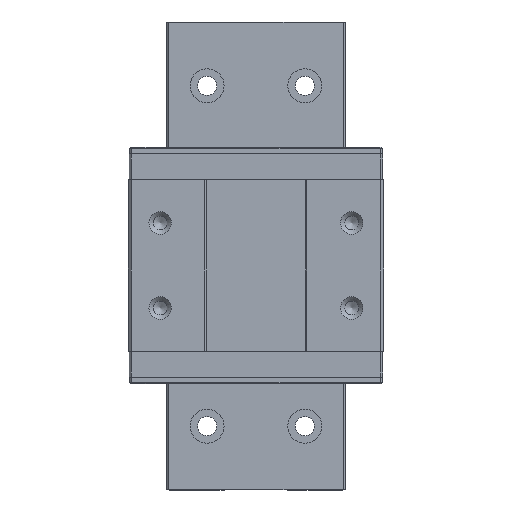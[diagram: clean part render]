
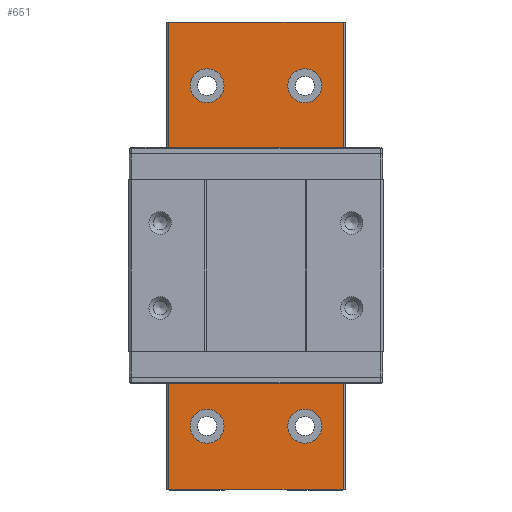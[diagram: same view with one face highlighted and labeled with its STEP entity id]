
A CAD part, top view. The second image highlights one B-rep face of the part: STEP entity #651.
In plain terms, the highlighted planar face has unit normal (0, 0, 1).
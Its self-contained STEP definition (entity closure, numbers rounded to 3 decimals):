
#310=FACE_BOUND('',#1359,.T.);
#311=FACE_BOUND('',#1360,.T.);
#312=FACE_BOUND('',#1361,.T.);
#313=FACE_BOUND('',#1362,.T.);
#314=FACE_BOUND('',#1363,.T.);
#315=FACE_BOUND('',#1364,.T.);
#316=FACE_BOUND('',#1365,.T.);
#509=CIRCLE('',#5220,4.);
#510=CIRCLE('',#5221,4.);
#511=CIRCLE('',#5222,4.);
#512=CIRCLE('',#5223,4.);
#513=CIRCLE('',#5224,4.);
#514=CIRCLE('',#5225,4.);
#651=ADVANCED_FACE('',(#310,#311,#312,#313,#314,#315,#316),#951,.F.);
#951=PLANE('',#5226);
#1359=EDGE_LOOP('',(#1804));
#1360=EDGE_LOOP('',(#1805));
#1361=EDGE_LOOP('',(#1806));
#1362=EDGE_LOOP('',(#1807));
#1363=EDGE_LOOP('',(#1808));
#1364=EDGE_LOOP('',(#1809));
#1365=EDGE_LOOP('',(#1810,#1811,#1812,#1813));
#1804=ORIENTED_EDGE('',*,*,#3606,.F.);
#1805=ORIENTED_EDGE('',*,*,#3607,.F.);
#1806=ORIENTED_EDGE('',*,*,#3608,.F.);
#1807=ORIENTED_EDGE('',*,*,#3609,.F.);
#1808=ORIENTED_EDGE('',*,*,#3610,.F.);
#1809=ORIENTED_EDGE('',*,*,#3611,.F.);
#1810=ORIENTED_EDGE('',*,*,#3612,.T.);
#1811=ORIENTED_EDGE('',*,*,#3613,.F.);
#1812=ORIENTED_EDGE('',*,*,#3614,.F.);
#1813=ORIENTED_EDGE('',*,*,#3604,.T.);
#3122=VERTEX_POINT('',#7263);
#3123=VERTEX_POINT('',#7265);
#3124=VERTEX_POINT('',#7269);
#3125=VERTEX_POINT('',#7271);
#3126=VERTEX_POINT('',#7273);
#3127=VERTEX_POINT('',#7275);
#3128=VERTEX_POINT('',#7277);
#3129=VERTEX_POINT('',#7279);
#3130=VERTEX_POINT('',#7281);
#3131=VERTEX_POINT('',#7283);
#3604=EDGE_CURVE('',#3123,#3122,#4260,.T.);
#3606=EDGE_CURVE('',#3124,#3124,#509,.T.);
#3607=EDGE_CURVE('',#3125,#3125,#510,.T.);
#3608=EDGE_CURVE('',#3126,#3126,#511,.T.);
#3609=EDGE_CURVE('',#3127,#3127,#512,.T.);
#3610=EDGE_CURVE('',#3128,#3128,#513,.T.);
#3611=EDGE_CURVE('',#3129,#3129,#514,.T.);
#3612=EDGE_CURVE('',#3122,#3130,#4262,.T.);
#3613=EDGE_CURVE('',#3131,#3130,#4263,.T.);
#3614=EDGE_CURVE('',#3123,#3131,#4264,.T.);
#4260=LINE('',#7264,#4738);
#4262=LINE('',#7280,#4740);
#4263=LINE('',#7282,#4741);
#4264=LINE('',#7284,#4742);
#4738=VECTOR('',#5780,1.);
#4740=VECTOR('',#5796,1.);
#4741=VECTOR('',#5797,1.);
#4742=VECTOR('',#5798,1.);
#5220=AXIS2_PLACEMENT_3D('',#7268,#5784,#5785);
#5221=AXIS2_PLACEMENT_3D('',#7270,#5786,#5787);
#5222=AXIS2_PLACEMENT_3D('',#7272,#5788,#5789);
#5223=AXIS2_PLACEMENT_3D('',#7274,#5790,#5791);
#5224=AXIS2_PLACEMENT_3D('',#7276,#5792,#5793);
#5225=AXIS2_PLACEMENT_3D('',#7278,#5794,#5795);
#5226=AXIS2_PLACEMENT_3D('',#7285,#5799,#5800);
#5780=DIRECTION('',(0.,-1.,0.));
#5784=DIRECTION('',(0.,0.,1.));
#5785=DIRECTION('',(0.,1.,0.));
#5786=DIRECTION('',(0.,0.,1.));
#5787=DIRECTION('',(0.,1.,0.));
#5788=DIRECTION('',(0.,0.,1.));
#5789=DIRECTION('',(0.,1.,0.));
#5790=DIRECTION('',(0.,0.,1.));
#5791=DIRECTION('',(0.,1.,0.));
#5792=DIRECTION('',(0.,0.,1.));
#5793=DIRECTION('',(0.,1.,0.));
#5794=DIRECTION('',(0.,0.,1.));
#5795=DIRECTION('',(0.,1.,0.));
#5796=DIRECTION('',(1.,0.,0.));
#5797=DIRECTION('',(0.,-1.,0.));
#5798=DIRECTION('',(1.,0.,0.));
#5799=DIRECTION('',(0.,0.,-1.));
#5800=DIRECTION('',(-1.,0.,0.));
#7263=CARTESIAN_POINT('',(-20.5,0.,9.));
#7264=CARTESIAN_POINT('',(-20.5,110.,9.));
#7265=CARTESIAN_POINT('',(-20.5,110.,9.));
#7268=CARTESIAN_POINT('',(11.5,15.,9.));
#7269=CARTESIAN_POINT('',(11.5,19.,9.));
#7270=CARTESIAN_POINT('',(11.5,55.,9.));
#7271=CARTESIAN_POINT('',(11.5,59.,9.));
#7272=CARTESIAN_POINT('',(-11.5,95.,9.));
#7273=CARTESIAN_POINT('',(-11.5,99.,9.));
#7274=CARTESIAN_POINT('',(-11.5,15.,9.));
#7275=CARTESIAN_POINT('',(-11.5,19.,9.));
#7276=CARTESIAN_POINT('',(11.5,95.,9.));
#7277=CARTESIAN_POINT('',(11.5,99.,9.));
#7278=CARTESIAN_POINT('',(-11.5,55.,9.));
#7279=CARTESIAN_POINT('',(-11.5,59.,9.));
#7280=CARTESIAN_POINT('',(-20.5,0.,9.));
#7281=CARTESIAN_POINT('',(20.5,0.,9.));
#7282=CARTESIAN_POINT('',(20.5,110.,9.));
#7283=CARTESIAN_POINT('',(20.5,110.,9.));
#7284=CARTESIAN_POINT('',(-20.5,110.,9.));
#7285=CARTESIAN_POINT('',(-20.5,110.,9.));
